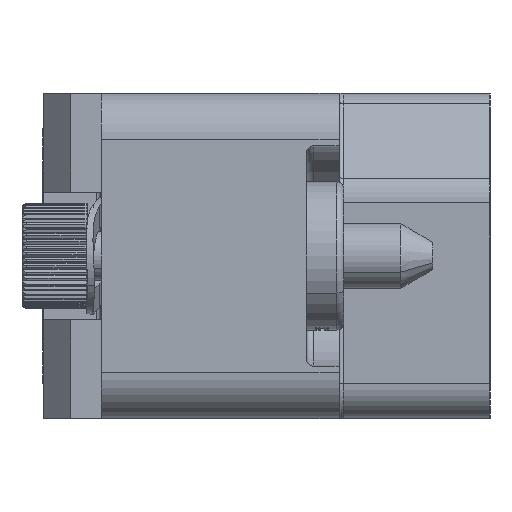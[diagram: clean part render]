
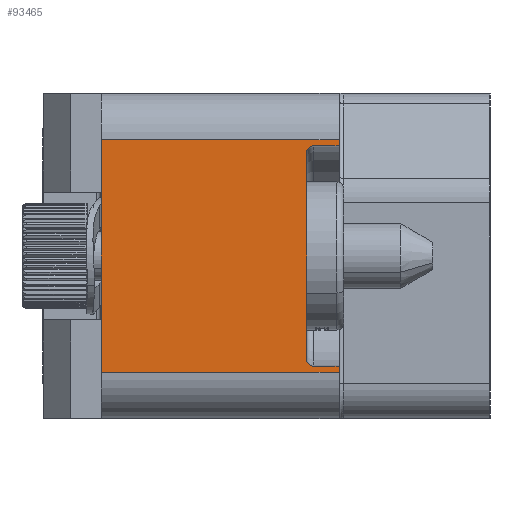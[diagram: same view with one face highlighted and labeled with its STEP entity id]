
A CAD part, left-side view. The second image highlights one B-rep face of the part: STEP entity #93465.
In plain terms, the highlighted planar face has unit normal (-1, 0, 0).
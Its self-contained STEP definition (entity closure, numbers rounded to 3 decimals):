
#3467=DIRECTION('',(0.,0.,-1.));
#3468=VECTOR('',#3467,10.);
#3469=CARTESIAN_POINT('',(-40.,10.25,5.));
#3470=LINE('',#3469,#3468);
#3520=DIRECTION('',(0.,-1.,0.));
#3521=VECTOR('',#3520,10.25);
#3522=CARTESIAN_POINT('',(-40.,10.25,5.));
#3523=LINE('',#3522,#3521);
#38391=DIRECTION('',(0.,1.,0.));
#38392=VECTOR('',#38391,10.25);
#38393=CARTESIAN_POINT('',(-40.,0.,-5.));
#38394=LINE('',#38393,#38392);
#38400=DIRECTION('',(0.,0.,1.));
#38401=VECTOR('',#38400,8.9);
#38402=CARTESIAN_POINT('',(-40.,1.4,-4.45));
#38403=LINE('',#38402,#38401);
#38404=DIRECTION('',(0.,1.,0.));
#38405=VECTOR('',#38404,1.1);
#38406=CARTESIAN_POINT('',(-40.,0.,-4.75));
#38407=LINE('',#38406,#38405);
#38408=DIRECTION('',(0.,0.,-1.));
#38409=VECTOR('',#38408,0.25);
#38410=CARTESIAN_POINT('',(-40.,0.,-4.75));
#38411=LINE('',#38410,#38409);
#38412=DIRECTION('',(0.,0.,-1.));
#38413=VECTOR('',#38412,0.25);
#38414=CARTESIAN_POINT('',(-40.,0.,5.));
#38415=LINE('',#38414,#38413);
#38416=DIRECTION('',(0.,1.,0.));
#38417=VECTOR('',#38416,1.1);
#38418=CARTESIAN_POINT('',(-40.,0.,4.75));
#38419=LINE('',#38418,#38417);
#38443=CARTESIAN_POINT('',(-40.,1.1,-4.45));
#38444=DIRECTION('',(1.,0.,0.));
#38445=DIRECTION('',(0.,0.,-1.));
#38446=AXIS2_PLACEMENT_3D('',#38443,#38444,#38445);
#38467=CARTESIAN_POINT('',(-40.,1.1,4.45));
#38468=DIRECTION('',(1.,0.,0.));
#38469=DIRECTION('',(0.,1.,0.));
#38470=AXIS2_PLACEMENT_3D('',#38467,#38468,#38469);
#44338=CARTESIAN_POINT('',(-40.,0.,5.));
#44339=VERTEX_POINT('',#44338);
#44340=CARTESIAN_POINT('',(-40.,10.25,5.));
#44341=VERTEX_POINT('',#44340);
#44346=CARTESIAN_POINT('',(-40.,10.25,-5.));
#44347=VERTEX_POINT('',#44346);
#44348=CARTESIAN_POINT('',(-40.,0.,-5.));
#44349=VERTEX_POINT('',#44348);
#44358=CARTESIAN_POINT('',(-40.,0.,-4.75));
#44360=VERTEX_POINT('',#44358);
#44364=CARTESIAN_POINT('',(-40.,0.,4.75));
#44365=VERTEX_POINT('',#44364);
#44607=CARTESIAN_POINT('',(-40.,1.4,-4.45));
#44609=VERTEX_POINT('',#44607);
#44611=CARTESIAN_POINT('',(-40.,1.1,-4.75));
#44613=VERTEX_POINT('',#44611);
#44618=CARTESIAN_POINT('',(-40.,1.4,4.45));
#44619=VERTEX_POINT('',#44618);
#44620=CARTESIAN_POINT('',(-40.,1.1,4.75));
#44621=VERTEX_POINT('',#44620);
#93441=CARTESIAN_POINT('',(-40.,0.,7.));
#93442=DIRECTION('',(-1.,0.,0.));
#93443=DIRECTION('',(0.,1.,0.));
#93444=AXIS2_PLACEMENT_3D('',#93441,#93442,#93443);
#93445=PLANE('',#93444);
#93447=ORIENTED_EDGE('',*,*,#93446,.F.);
#93449=ORIENTED_EDGE('',*,*,#93448,.F.);
#93451=ORIENTED_EDGE('',*,*,#93450,.F.);
#93453=ORIENTED_EDGE('',*,*,#93452,.T.);
#93454=ORIENTED_EDGE('',*,*,#93434,.T.);
#93455=ORIENTED_EDGE('',*,*,#56154,.F.);
#93456=ORIENTED_EDGE('',*,*,#56198,.T.);
#93458=ORIENTED_EDGE('',*,*,#93457,.T.);
#93460=ORIENTED_EDGE('',*,*,#93459,.T.);
#93462=ORIENTED_EDGE('',*,*,#93461,.F.);
#93463=EDGE_LOOP('',(#93447,#93449,#93451,#93453,#93454,#93455,#93456,#93458,
#93460,#93462));
#93464=FACE_OUTER_BOUND('',#93463,.F.);
#93465=ADVANCED_FACE('',(#93464),#93445,.T.);
#38447=CIRCLE('',#38446,0.3);
#38471=CIRCLE('',#38470,0.3);
#56154=EDGE_CURVE('',#44341,#44347,#3470,.T.);
#56198=EDGE_CURVE('',#44341,#44339,#3523,.T.);
#93434=EDGE_CURVE('',#44349,#44347,#38394,.T.);
#93446=EDGE_CURVE('',#44609,#44619,#38403,.T.);
#93448=EDGE_CURVE('',#44613,#44609,#38447,.T.);
#93450=EDGE_CURVE('',#44360,#44613,#38407,.T.);
#93452=EDGE_CURVE('',#44360,#44349,#38411,.T.);
#93457=EDGE_CURVE('',#44339,#44365,#38415,.T.);
#93459=EDGE_CURVE('',#44365,#44621,#38419,.T.);
#93461=EDGE_CURVE('',#44619,#44621,#38471,.T.);
